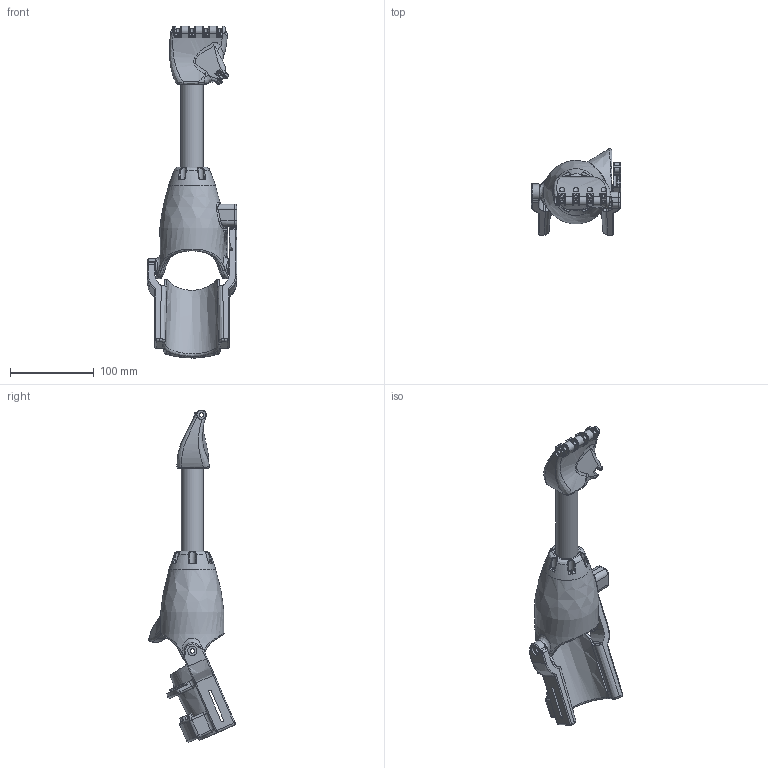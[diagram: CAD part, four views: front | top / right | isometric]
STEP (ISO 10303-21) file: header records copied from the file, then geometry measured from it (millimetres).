
FILE_DESCRIPTION(/* description */ (''),/* implementation_level */ '2;1');
FILE_NAME(/* name */ 'arm.stp',/* time_stamp */ '2014-07-29T16:45:20-04:00',/* author */ ('Jascha'),/* organization */ (''),/* preprocessor_version */ 'ST-DEVELOPER v15.6',/* originating_system */ 'Autodesk Inventor 2015',/* authorisation */ '');
FILE_SCHEMA (('AUTOMOTIVE_DESIGN { 1 0 10303 214 3 1 1 }'));
Products named in the file (6): pipe; palm; forearm cup; triceps cuff; tensioners; arm
Bounding box: 106.68 x 103.15 x 396.83 mm (x, y, z)
Volume: 504428.3 mm3; surface area: 143483.4 mm2
Topology: 10 solids, 10 shells, 793 faces, 2087 edges, 1311 vertices
Faces by surface type: bspline 305, plane 225, cylinder 192, torus 61, sphere 6, cone 4
Full cylindrical faces by diameter (mm): 2.032 x5, 2.286 x6, 2.794 x5, 3.175 x10, 3.302 x6, 3.81 x2, 5.334 x11, 6.773 x1, 11.176 x4, 19.05 x2, 20.32 x1, 26.67 x1, 27.178 x2, 32.14 x1, 37.338 x1
Entity records: 43630 total; most frequent: CARTESIAN_POINT 27350, ORIENTED_EDGE 3810, DIRECTION 2531, EDGE_CURVE 1905, VERTEX_POINT 1224, AXIS2_PLACEMENT_3D 1055, EDGE_LOOP 901, B_SPLINE_CURVE_WITH_KNOTS 878
